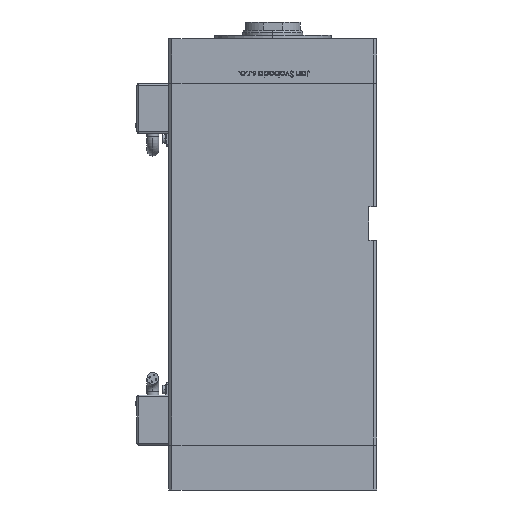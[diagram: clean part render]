
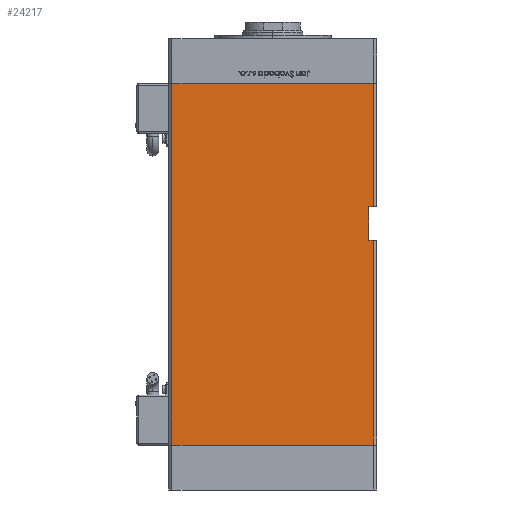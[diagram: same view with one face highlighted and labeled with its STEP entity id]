
A CAD part, left-side view. The second image highlights one B-rep face of the part: STEP entity #24217.
In plain terms, the highlighted planar face has unit normal (-1, 0, 0).
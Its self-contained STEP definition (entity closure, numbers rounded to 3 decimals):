
#805 = VERTEX_POINT ( 'NONE', #21585 ) ;
#2461 = DIRECTION ( 'NONE',  ( 0., -1., 0. ) ) ;
#4779 = CARTESIAN_POINT ( 'NONE',  ( -75., -60.5, 143. ) ) ;
#5019 = VECTOR ( 'NONE', #2461, 1000. ) ;
#7099 = CARTESIAN_POINT ( 'NONE',  ( -75., 60.5, 0. ) ) ;
#9055 = VERTEX_POINT ( 'NONE', #45246 ) ;
#9693 = VECTOR ( 'NONE', #44589, 1000. ) ;
#9790 = EDGE_CURVE ( 'NONE', #14551, #15242, #49888, .T. ) ;
#10632 = LINE ( 'NONE', #32344, #5019 ) ;
#10662 = ORIENTED_EDGE ( 'NONE', *, *, #43225, .F. ) ;
#14551 = VERTEX_POINT ( 'NONE', #7099 ) ;
#15242 = VERTEX_POINT ( 'NONE', #42409 ) ;
#17833 = VERTEX_POINT ( 'NONE', #4779 ) ;
#18061 = CARTESIAN_POINT ( 'NONE',  ( -75., -57.5, 123. ) ) ;
#18605 = VECTOR ( 'NONE', #49094, 1000. ) ;
#18944 = CARTESIAN_POINT ( 'NONE',  ( -75., -60.5, 217. ) ) ;
#18970 = CARTESIAN_POINT ( 'NONE',  ( -75., -57.5, 143. ) ) ;
#19393 = LINE ( 'NONE', #53792, #51444 ) ;
#19534 = VERTEX_POINT ( 'NONE', #50781 ) ;
#19728 = VECTOR ( 'NONE', #45103, 1000. ) ;
#21585 = CARTESIAN_POINT ( 'NONE',  ( -75., -60.5, 123. ) ) ;
#22623 = LINE ( 'NONE', #23173, #9693 ) ;
#23112 = VECTOR ( 'NONE', #27150, 1000. ) ;
#23173 = CARTESIAN_POINT ( 'NONE',  ( -75., 60.5, 217. ) ) ;
#23480 = LINE ( 'NONE', #18970, #23112 ) ;
#23871 = LINE ( 'NONE', #36843, #43088 ) ;
#24217 = ADVANCED_FACE ( 'NONE', ( #29206 ), #55151, .F. ) ;
#25487 = EDGE_CURVE ( 'NONE', #29935, #19534, #22623, .T. ) ;
#25910 = ORIENTED_EDGE ( 'NONE', *, *, #34572, .T. ) ;
#26037 = ORIENTED_EDGE ( 'NONE', *, *, #45521, .F. ) ;
#27150 = DIRECTION ( 'NONE',  ( 0., 0., -1. ) ) ;
#28377 = DIRECTION ( 'NONE',  ( 0., 0., -1. ) ) ;
#28856 = EDGE_CURVE ( 'NONE', #9055, #17833, #33586, .T. ) ;
#29206 = FACE_OUTER_BOUND ( 'NONE', #55443, .T. ) ;
#29484 = EDGE_CURVE ( 'NONE', #805, #15242, #23871, .T. ) ;
#29639 = VECTOR ( 'NONE', #45712, 1000. ) ;
#29935 = VERTEX_POINT ( 'NONE', #32410 ) ;
#32344 = CARTESIAN_POINT ( 'NONE',  ( -75., -57.5, 123. ) ) ;
#32410 = CARTESIAN_POINT ( 'NONE',  ( -75., 60.5, 217. ) ) ;
#33586 = LINE ( 'NONE', #42319, #29639 ) ;
#33975 = AXIS2_PLACEMENT_3D ( 'NONE', #52018, #38489, #34268 ) ;
#34268 = DIRECTION ( 'NONE',  ( 0., 1., 0. ) ) ;
#34572 = EDGE_CURVE ( 'NONE', #29935, #14551, #19393, .T. ) ;
#36843 = CARTESIAN_POINT ( 'NONE',  ( -75., -60.5, 217. ) ) ;
#36875 = VERTEX_POINT ( 'NONE', #18061 ) ;
#38489 = DIRECTION ( 'NONE',  ( 1., 0., 0. ) ) ;
#40347 = LINE ( 'NONE', #18944, #18605 ) ;
#40851 = CARTESIAN_POINT ( 'NONE',  ( -75., 60.5, 0. ) ) ;
#42319 = CARTESIAN_POINT ( 'NONE',  ( -75., -57.5, 143. ) ) ;
#42409 = CARTESIAN_POINT ( 'NONE',  ( -75., -60.5, 0. ) ) ;
#42490 = DIRECTION ( 'NONE',  ( 0., 0., -1. ) ) ;
#43088 = VECTOR ( 'NONE', #28377, 1000. ) ;
#43225 = EDGE_CURVE ( 'NONE', #19534, #17833, #40347, .T. ) ;
#44589 = DIRECTION ( 'NONE',  ( 0., -1., 0. ) ) ;
#45103 = DIRECTION ( 'NONE',  ( 0., -1., 0. ) ) ;
#45246 = CARTESIAN_POINT ( 'NONE',  ( -75., -57.5, 143. ) ) ;
#45394 = ORIENTED_EDGE ( 'NONE', *, *, #29484, .F. ) ;
#45521 = EDGE_CURVE ( 'NONE', #36875, #805, #10632, .T. ) ;
#45712 = DIRECTION ( 'NONE',  ( 0., -1., 0. ) ) ;
#46007 = ORIENTED_EDGE ( 'NONE', *, *, #25487, .F. ) ;
#49094 = DIRECTION ( 'NONE',  ( 0., 0., -1. ) ) ;
#49153 = EDGE_CURVE ( 'NONE', #9055, #36875, #23480, .T. ) ;
#49293 = ORIENTED_EDGE ( 'NONE', *, *, #49153, .F. ) ;
#49888 = LINE ( 'NONE', #40851, #19728 ) ;
#50688 = ORIENTED_EDGE ( 'NONE', *, *, #9790, .T. ) ;
#50781 = CARTESIAN_POINT ( 'NONE',  ( -75., -60.5, 217. ) ) ;
#51444 = VECTOR ( 'NONE', #42490, 1000. ) ;
#52018 = CARTESIAN_POINT ( 'NONE',  ( -75., 60.5, 217. ) ) ;
#53792 = CARTESIAN_POINT ( 'NONE',  ( -75., 60.5, 217. ) ) ;
#54268 = ORIENTED_EDGE ( 'NONE', *, *, #28856, .T. ) ;
#55151 = PLANE ( 'NONE',  #33975 ) ;
#55443 = EDGE_LOOP ( 'NONE', ( #45394, #26037, #49293, #54268, #10662, #46007, #25910, #50688 ) ) ;
